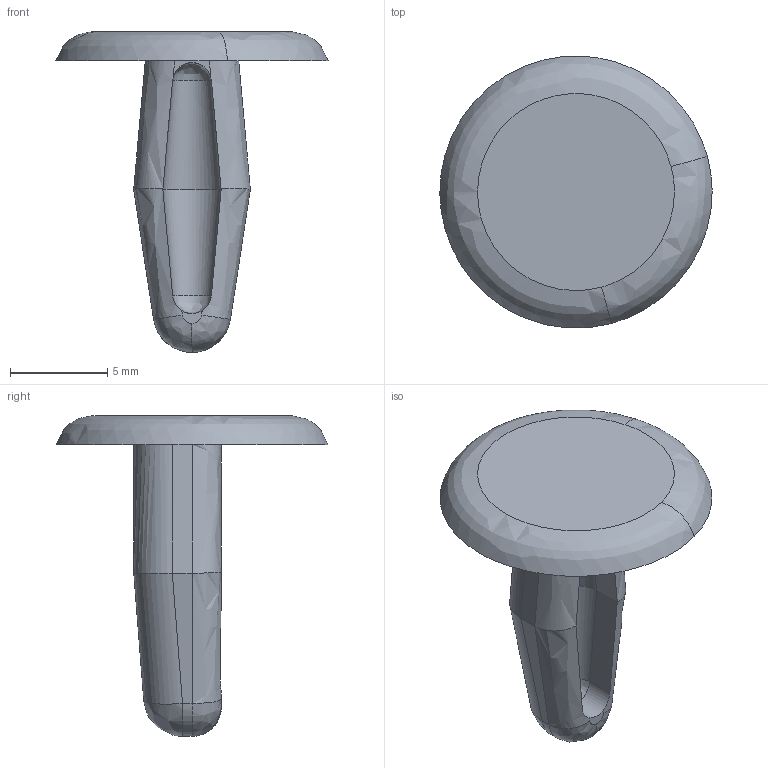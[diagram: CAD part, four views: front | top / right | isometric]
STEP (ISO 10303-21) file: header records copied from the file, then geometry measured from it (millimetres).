
FILE_DESCRIPTION((''),'2;1');
FILE_NAME('','2005-07-15T14:46:33',(''),(''),'','CADfix','');
FILE_SCHEMA(('AUTOMOTIVE_DESIGN'));
Length unit declared in the file: millimetre
Products named in the file (1): fastener
Bounding box: 14 x 13.99 x 16.5 mm (x, y, z)
Volume: 407.8 mm3; surface area: 617.5 mm2
Topology: 1 solids, 1 shells, 34 faces, 84 edges, 53 vertices
Faces by surface type: bspline 34
Entity records: 1125 total; most frequent: CARTESIAN_POINT 639, ORIENTED_EDGE 168, EDGE_CURVE 84, VERTEX_POINT 53, QUASI_UNIFORM_CURVE 37, EDGE_LOOP 35, FACE_OUTER_BOUND 34, ADVANCED_FACE 34
